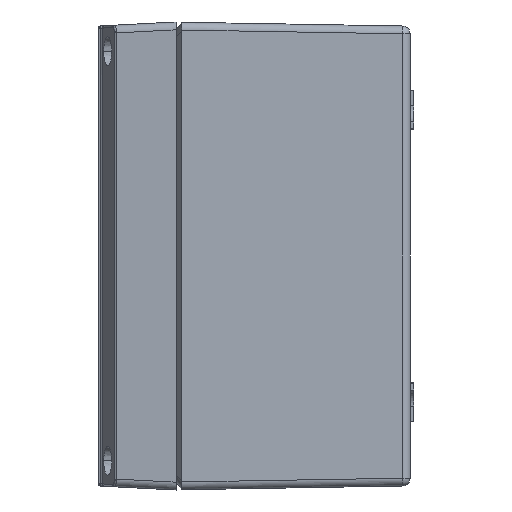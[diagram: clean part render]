
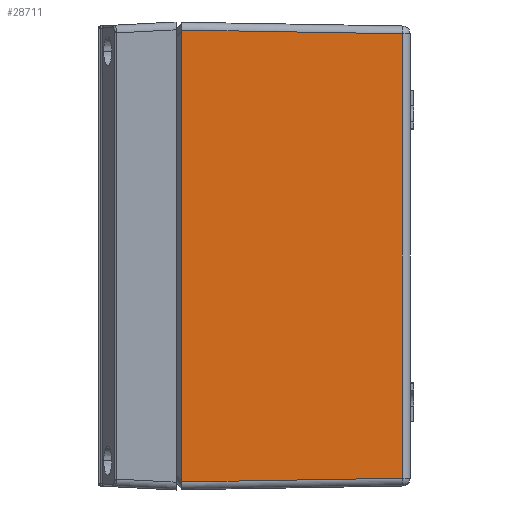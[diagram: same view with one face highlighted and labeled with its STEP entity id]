
A CAD part, left-side view. The second image highlights one B-rep face of the part: STEP entity #28711.
In plain terms, the highlighted planar face has unit normal (-1, -0.017, 0).
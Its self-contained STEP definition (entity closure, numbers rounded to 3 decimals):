
#27406 = DIRECTION ( 'NONE',  ( 0.017, -1., 0.017 ) ) ;
#27407 = VECTOR ( 'NONE', #27406, 1000. ) ;
#27408 = CARTESIAN_POINT ( 'NONE',  ( -80.001, 0.034, -58.001 ) ) ;
#27409 = LINE ( 'NONE', #27408, #27407 ) ;
#27468 = CARTESIAN_POINT ( 'NONE',  ( -79.94, -3.5, -57.94 ) ) ;
#27520 = PLANE ( 'NONE',  #27575 ) ;
#27539 = VECTOR ( 'NONE', #27579, 1000. ) ;
#27540 = FACE_OUTER_BOUND ( 'NONE', #28633, .T. ) ;
#27552 = DIRECTION ( 'NONE',  ( 0., 0., 1. ) ) ;
#27553 = VECTOR ( 'NONE', #27552, 1000. ) ;
#27554 = CARTESIAN_POINT ( 'NONE',  ( -78.973, -60.034, 56.94 ) ) ;
#27556 = CARTESIAN_POINT ( 'NONE',  ( -79.965, -2.017, 57.966 ) ) ;
#27558 = LINE ( 'NONE', #27556, #27539 ) ;
#27559 = CARTESIAN_POINT ( 'NONE',  ( -79.94, -3.5, 57.94 ) ) ;
#27561 = LINE ( 'NONE', #27554, #27553 ) ;
#27566 = CARTESIAN_POINT ( 'NONE',  ( -78.973, -60.034, 56.973 ) ) ;
#27567 = DIRECTION ( 'NONE',  ( 0., 0., -1. ) ) ;
#27568 = VECTOR ( 'NONE', #27567, 1000. ) ;
#27569 = CARTESIAN_POINT ( 'NONE',  ( -79.94, -3.5, -59.966 ) ) ;
#27571 = CARTESIAN_POINT ( 'NONE',  ( -78.973, -60.034, -56.973 ) ) ;
#27572 = DIRECTION ( 'NONE',  ( 0.017, -1., 0. ) ) ;
#27573 = DIRECTION ( 'NONE',  ( -1., -0.017, 0. ) ) ;
#27574 = CARTESIAN_POINT ( 'NONE',  ( -80., 0., -60. ) ) ;
#27575 = AXIS2_PLACEMENT_3D ( 'NONE', #27574, #27573, #27572 ) ;
#27577 = LINE ( 'NONE', #27569, #27568 ) ;
#27579 = DIRECTION ( 'NONE',  ( -0.017, 1., 0.017 ) ) ;
#28621 = ORIENTED_EDGE ( 'NONE', *, *, #28712, .T. ) ;
#28633 = EDGE_LOOP ( 'NONE', ( #28674, #28721, #28719, #28621 ) ) ;
#28635 = EDGE_CURVE ( 'NONE', #28651, #28716, #27409, .T. ) ;
#28651 = VERTEX_POINT ( 'NONE', #27468 ) ;
#28674 = ORIENTED_EDGE ( 'NONE', *, *, #28635, .T. ) ;
#28711 = ADVANCED_FACE ( 'NONE', ( #27540 ), #27520, .T. ) ;
#28712 = EDGE_CURVE ( 'NONE', #28720, #28651, #27577, .T. ) ;
#28716 = VERTEX_POINT ( 'NONE', #27571 ) ;
#28717 = VERTEX_POINT ( 'NONE', #27566 ) ;
#28718 = EDGE_CURVE ( 'NONE', #28716, #28717, #27561, .T. ) ;
#28719 = ORIENTED_EDGE ( 'NONE', *, *, #28723, .T. ) ;
#28720 = VERTEX_POINT ( 'NONE', #27559 ) ;
#28721 = ORIENTED_EDGE ( 'NONE', *, *, #28718, .T. ) ;
#28723 = EDGE_CURVE ( 'NONE', #28717, #28720, #27558, .T. ) ;
